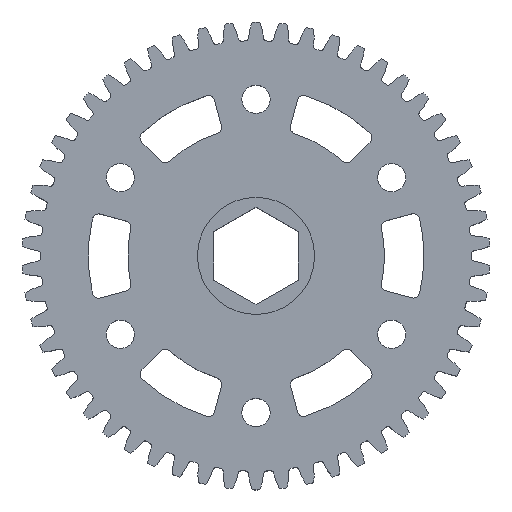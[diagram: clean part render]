
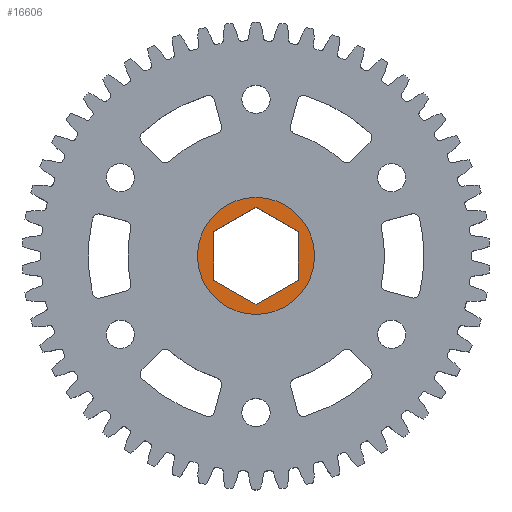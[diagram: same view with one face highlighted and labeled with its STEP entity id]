
A CAD part, top view. The second image highlights one B-rep face of the part: STEP entity #16606.
In plain terms, the highlighted planar face has unit normal (0, 0, 1).
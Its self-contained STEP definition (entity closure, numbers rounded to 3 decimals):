
#39 = EDGE_CURVE ( 'NONE', #20671, #14211, #12023, .T. ) ;
#736 = CIRCLE ( 'NONE', #17249, 8.89 ) ;
#1108 = DIRECTION ( 'NONE',  ( 0., -1., 0. ) ) ;
#1899 = ORIENTED_EDGE ( 'NONE', *, *, #17161, .F. ) ;
#2014 = DIRECTION ( 'NONE',  ( -0.866, -0.5, 0. ) ) ;
#2038 = CARTESIAN_POINT ( 'NONE',  ( 0., 7.376, 6.312 ) ) ;
#2273 = VECTOR ( 'NONE', #1108, 1000. ) ;
#2712 = DIRECTION ( 'NONE',  ( 1., 0., 0. ) ) ;
#2777 = AXIS2_PLACEMENT_3D ( 'NONE', #17060, #7561, #18659 ) ;
#2849 = VERTEX_POINT ( 'NONE', #19634 ) ;
#2860 = LINE ( 'NONE', #15915, #10934 ) ;
#2916 = EDGE_LOOP ( 'NONE', ( #14422, #17015 ) ) ;
#3249 = EDGE_CURVE ( 'NONE', #2849, #3694, #736, .T. ) ;
#3694 = VERTEX_POINT ( 'NONE', #18950 ) ;
#3746 = DIRECTION ( 'NONE',  ( 0., 0., 1. ) ) ;
#4304 = DIRECTION ( 'NONE',  ( -0.866, 0.5, 0. ) ) ;
#4459 = LINE ( 'NONE', #19929, #8240 ) ;
#4597 = VERTEX_POINT ( 'NONE', #11253 ) ;
#4621 = EDGE_CURVE ( 'NONE', #9610, #8037, #5765, .T. ) ;
#4729 = VECTOR ( 'NONE', #13691, 1000. ) ;
#5678 = ORIENTED_EDGE ( 'NONE', *, *, #11739, .F. ) ;
#5765 = LINE ( 'NONE', #20756, #4729 ) ;
#5848 = EDGE_CURVE ( 'NONE', #16643, #4597, #4459, .T. ) ;
#6557 = AXIS2_PLACEMENT_3D ( 'NONE', #9155, #12356, #2712 ) ;
#6839 = EDGE_CURVE ( 'NONE', #3694, #2849, #7981, .T. ) ;
#7561 = DIRECTION ( 'NONE',  ( 0., 0., 1. ) ) ;
#7601 = DIRECTION ( 'NONE',  ( 0.866, 0.5, 0. ) ) ;
#7795 = VECTOR ( 'NONE', #2014, 1000. ) ;
#7981 = CIRCLE ( 'NONE', #2777, 8.89 ) ;
#8002 = ORIENTED_EDGE ( 'NONE', *, *, #4621, .F. ) ;
#8037 = VERTEX_POINT ( 'NONE', #8497 ) ;
#8240 = VECTOR ( 'NONE', #13779, 1000. ) ;
#8497 = CARTESIAN_POINT ( 'NONE',  ( 0., -7.376, 6.312 ) ) ;
#8634 = VECTOR ( 'NONE', #4304, 1000. ) ;
#9155 = CARTESIAN_POINT ( 'NONE',  ( 0., 0., 6.312 ) ) ;
#9610 = VERTEX_POINT ( 'NONE', #12954 ) ;
#9679 = FACE_OUTER_BOUND ( 'NONE', #2916, .T. ) ;
#10764 = PLANE ( 'NONE',  #6557 ) ;
#10934 = VECTOR ( 'NONE', #7601, 1000. ) ;
#11253 = CARTESIAN_POINT ( 'NONE',  ( 6.388, 3.688, 6.312 ) ) ;
#11611 = EDGE_CURVE ( 'NONE', #4597, #20671, #15087, .T. ) ;
#11739 = EDGE_CURVE ( 'NONE', #14211, #9610, #18812, .T. ) ;
#12023 = LINE ( 'NONE', #2038, #7795 ) ;
#12182 = FACE_BOUND ( 'NONE', #20167, .T. ) ;
#12356 = DIRECTION ( 'NONE',  ( 0., 0., 1. ) ) ;
#12417 = CARTESIAN_POINT ( 'NONE',  ( -6.388, 3.688, 6.312 ) ) ;
#12954 = CARTESIAN_POINT ( 'NONE',  ( -6.388, -3.688, 6.312 ) ) ;
#13342 = CARTESIAN_POINT ( 'NONE',  ( 0., 0., 6.312 ) ) ;
#13691 = DIRECTION ( 'NONE',  ( 0.866, -0.5, 0. ) ) ;
#13779 = DIRECTION ( 'NONE',  ( 0., 1., 0. ) ) ;
#14211 = VERTEX_POINT ( 'NONE', #19232 ) ;
#14422 = ORIENTED_EDGE ( 'NONE', *, *, #3249, .T. ) ;
#14938 = DIRECTION ( 'NONE',  ( 1., 0., 0. ) ) ;
#15087 = LINE ( 'NONE', #17065, #8634 ) ;
#15915 = CARTESIAN_POINT ( 'NONE',  ( 0., -7.376, 6.312 ) ) ;
#16028 = ORIENTED_EDGE ( 'NONE', *, *, #11611, .F. ) ;
#16606 = ADVANCED_FACE ( 'NONE', ( #12182, #9679 ), #10764, .T. ) ;
#16643 = VERTEX_POINT ( 'NONE', #20272 ) ;
#17015 = ORIENTED_EDGE ( 'NONE', *, *, #6839, .T. ) ;
#17060 = CARTESIAN_POINT ( 'NONE',  ( 0., 0., 6.312 ) ) ;
#17065 = CARTESIAN_POINT ( 'NONE',  ( 6.388, 3.688, 6.312 ) ) ;
#17161 = EDGE_CURVE ( 'NONE', #8037, #16643, #2860, .T. ) ;
#17249 = AXIS2_PLACEMENT_3D ( 'NONE', #13342, #3746, #14938 ) ;
#18229 = ORIENTED_EDGE ( 'NONE', *, *, #39, .F. ) ;
#18470 = CARTESIAN_POINT ( 'NONE',  ( 0., 7.376, 6.312 ) ) ;
#18659 = DIRECTION ( 'NONE',  ( 1., 0., 0. ) ) ;
#18812 = LINE ( 'NONE', #12417, #2273 ) ;
#18950 = CARTESIAN_POINT ( 'NONE',  ( 8.89, 0., 6.312 ) ) ;
#19232 = CARTESIAN_POINT ( 'NONE',  ( -6.388, 3.688, 6.312 ) ) ;
#19301 = ORIENTED_EDGE ( 'NONE', *, *, #5848, .F. ) ;
#19634 = CARTESIAN_POINT ( 'NONE',  ( -8.89, 0., 6.312 ) ) ;
#19929 = CARTESIAN_POINT ( 'NONE',  ( 6.388, -3.688, 6.312 ) ) ;
#20167 = EDGE_LOOP ( 'NONE', ( #19301, #1899, #8002, #5678, #18229, #16028 ) ) ;
#20272 = CARTESIAN_POINT ( 'NONE',  ( 6.388, -3.688, 6.312 ) ) ;
#20671 = VERTEX_POINT ( 'NONE', #18470 ) ;
#20756 = CARTESIAN_POINT ( 'NONE',  ( -6.388, -3.688, 6.312 ) ) ;
